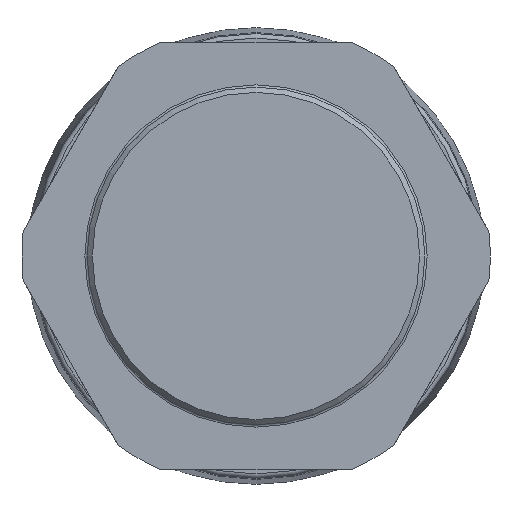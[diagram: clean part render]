
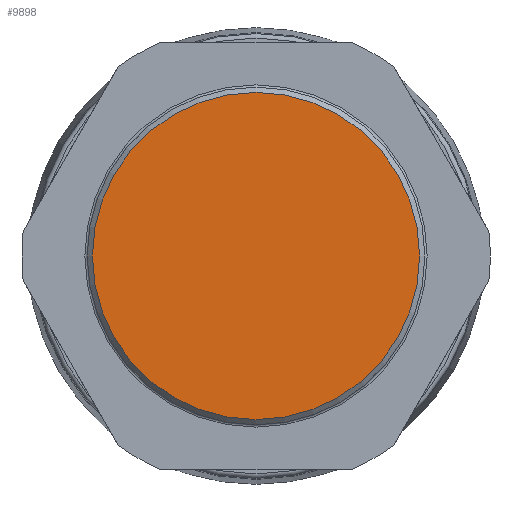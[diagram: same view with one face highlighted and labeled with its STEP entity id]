
A CAD part, left-side view. The second image highlights one B-rep face of the part: STEP entity #9898.
In plain terms, the highlighted planar face has unit normal (-1, 0, 0).
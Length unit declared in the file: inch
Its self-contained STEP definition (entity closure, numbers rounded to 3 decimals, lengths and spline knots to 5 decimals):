
#1692=FACE_OUTER_BOUND('',#2239,.T.);
#2239=EDGE_LOOP('',(#6112,#6113));
#2794=CIRCLE('',#10474,1.43031);
#2795=CIRCLE('',#10475,1.43031);
#3499=VERTEX_POINT('',#14597);
#3500=VERTEX_POINT('',#14598);
#4543=EDGE_CURVE('',#3499,#3500,#2794,.T.);
#4544=EDGE_CURVE('',#3500,#3499,#2795,.T.);
#6112=ORIENTED_EDGE('',*,*,#4543,.F.);
#6113=ORIENTED_EDGE('',*,*,#4544,.F.);
#9250=PLANE('',#10473);
#9898=ADVANCED_FACE('',(#1692),#9250,.T.);
#10473=AXIS2_PLACEMENT_3D('',#14596,#11726,#11727);
#10474=AXIS2_PLACEMENT_3D('',#14599,#11728,#11729);
#10475=AXIS2_PLACEMENT_3D('',#14600,#11730,#11731);
#11726=DIRECTION('center_axis',(-1.,0.,0.));
#11727=DIRECTION('ref_axis',(0.,0.,
-1.));
#11728=DIRECTION('center_axis',(1.,0.,0.));
#11729=DIRECTION('ref_axis',(0.,0.,
1.));
#11730=DIRECTION('center_axis',(1.,0.,0.));
#11731=DIRECTION('ref_axis',(0.,0.,
1.));
#14596=CARTESIAN_POINT('Origin',(-0.99409,-1.43031,0.));
#14597=CARTESIAN_POINT('',(-0.99409,-1.43031,0.));
#14598=CARTESIAN_POINT('',(-0.99409,1.43031,0.));
#14599=CARTESIAN_POINT('Origin',(-0.99409,0.,
0.));
#14600=CARTESIAN_POINT('Origin',(-0.99409,0.,
0.));
